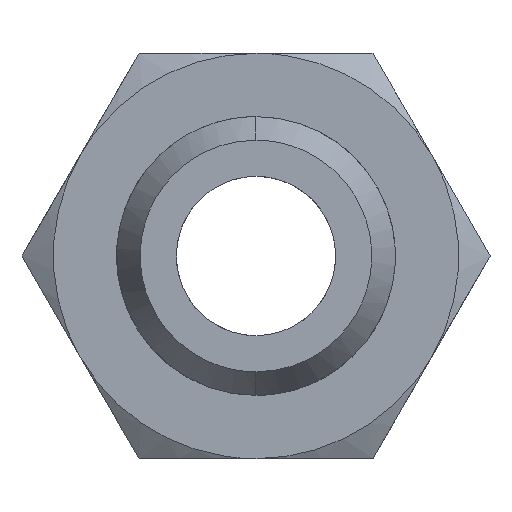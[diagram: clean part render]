
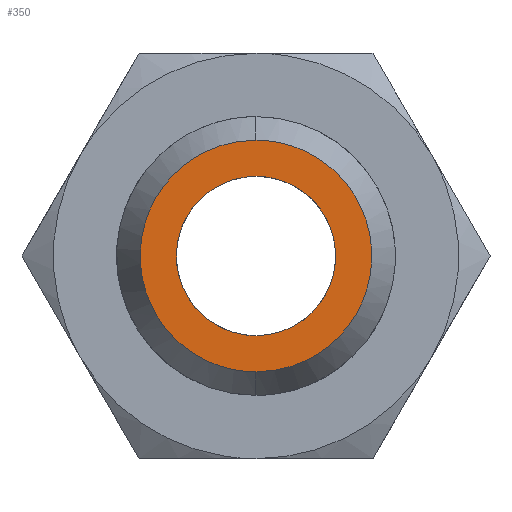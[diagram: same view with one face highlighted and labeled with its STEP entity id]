
A CAD part, front view. The second image highlights one B-rep face of the part: STEP entity #350.
In plain terms, the highlighted free-form (B-spline) face has degree [1, 1] with [2, 2] control points.
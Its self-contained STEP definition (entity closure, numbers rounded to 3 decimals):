
#97 = ORIENTED_EDGE ( 'NONE', *, *, #975, .T. ) ;
#118 = CARTESIAN_POINT ( 'NONE',  ( 3.897, 0., 1.045 ) ) ;
#125 = CARTESIAN_POINT ( 'NONE',  ( 3.494, 0., -2.016 ) ) ;
#142 = CARTESIAN_POINT ( 'NONE',  ( 0., 0., 4. ) ) ;
#153 = CARTESIAN_POINT ( 'NONE',  ( 0., 0., -4. ) ) ;
#178 = CARTESIAN_POINT ( 'NONE',  ( -5.5, 0., 2.75 ) ) ;
#234 = ORIENTED_EDGE ( 'NONE', *, *, #642, .F. ) ;
#250 = CARTESIAN_POINT ( 'NONE',  ( 3.2, 0., 2.457 ) ) ;
#256 = CARTESIAN_POINT ( 'NONE',  ( 1.045, 0., 3.897 ) ) ;
#272 = CARTESIAN_POINT ( 'NONE',  ( -0.525, 0., 4. ) ) ;
#279 = CARTESIAN_POINT ( 'NONE',  ( 4., 0., -0.525 ) ) ;
#313 = VERTEX_POINT ( 'NONE', #1496 ) ;
#350 = ADVANCED_FACE ( 'NONE', ( #703, #1472 ), #1062, .T. ) ;
#379 = VERTEX_POINT ( 'NONE', #153 ) ;
#396 = CARTESIAN_POINT ( 'NONE',  ( 2.457, 0., 3.2 ) ) ;
#418 = CARTESIAN_POINT ( 'NONE',  ( -3.2, 0., -2.457 ) ) ;
#488 = CARTESIAN_POINT ( 'NONE',  ( 0., 0., 4. ) ) ;
#496 = ORIENTED_EDGE ( 'NONE', *, *, #1043, .T. ) ;
#538 = CARTESIAN_POINT ( 'NONE',  ( 4.048, 0., 4.048 ) ) ;
#550 = CARTESIAN_POINT ( 'NONE',  ( -2.457, 0., -3.2 ) ) ;
#559 = CARTESIAN_POINT ( 'NONE',  ( 2.75, 0., 0. ) ) ;
#564 = CARTESIAN_POINT ( 'NONE',  ( -1.045, 0., -3.897 ) ) ;
#575 = CARTESIAN_POINT ( 'NONE',  ( -3.2, 0., 2.457 ) ) ;
#642 = EDGE_CURVE ( 'NONE', #313, #798, #1214, .T. ) ;
#653 = CARTESIAN_POINT ( 'NONE',  ( -5.5, 0., -2.75 ) ) ;
#670 = CARTESIAN_POINT ( 'NONE',  ( -4.048, 0., -4.048 ) ) ;
#683 = CARTESIAN_POINT ( 'NONE',  ( -3.494, 0., -2.016 ) ) ;
#702 = CARTESIAN_POINT ( 'NONE',  ( 2.016, 0., -3.494 ) ) ;
#703 = FACE_BOUND ( 'NONE', #1751, .T. ) ;
#710 = CARTESIAN_POINT ( 'NONE',  ( 0.525, 0., -4. ) ) ;
#744 = EDGE_LOOP ( 'NONE', ( #97, #496 ) ) ;
#791 =( BOUNDED_CURVE ( )  B_SPLINE_CURVE ( 3, ( #1767, #178, #653, #1662 ),
 .UNSPECIFIED., .F., .T. ) 
 B_SPLINE_CURVE_WITH_KNOTS ( ( 4, 4 ),
 ( -3.142, 0. ),
 .UNSPECIFIED. ) 
 CURVE ( )  GEOMETRIC_REPRESENTATION_ITEM ( )  RATIONAL_B_SPLINE_CURVE ( ( 1., 0.333, 0.333, 1. ) ) 
 REPRESENTATION_ITEM ( '' )  );
#798 = VERTEX_POINT ( 'NONE', #1463 ) ;
#829 = CARTESIAN_POINT ( 'NONE',  ( 0., 0., 2.75 ) ) ;
#834 = CARTESIAN_POINT ( 'NONE',  ( 1.045, 0., -3.897 ) ) ;
#840 = CARTESIAN_POINT ( 'NONE',  ( 3.897, 0., -1.045 ) ) ;
#848 = CARTESIAN_POINT ( 'NONE',  ( -2.016, 0., 3.494 ) ) ;
#855 = CARTESIAN_POINT ( 'NONE',  ( -0.525, 0., -4. ) ) ;
#975 = EDGE_CURVE ( 'NONE', #1708, #379, #1465, .T. ) ;
#976 = CARTESIAN_POINT ( 'NONE',  ( 4., 0., 0.525 ) ) ;
#978 = CARTESIAN_POINT ( 'NONE',  ( 2.75, 0., -1.611 ) ) ;
#1002 = CARTESIAN_POINT ( 'NONE',  ( 3.2, 0., -2.457 ) ) ;
#1043 = EDGE_CURVE ( 'NONE', #379, #1708, #1492, .T. ) ;
#1062 = B_SPLINE_SURFACE_WITH_KNOTS ( 'NONE', 1, 1, ( 
 ( #1838, #538 ),
 ( #670, #1682 ) ),
 .UNSPECIFIED., .F., .F., .F.,
 ( 2, 2 ),
 ( 2, 2 ),
 ( 0., 1. ),
 ( 0., 1. ),
 .UNSPECIFIED. ) ;
#1119 = CARTESIAN_POINT ( 'NONE',  ( 2.457, 0., -3.2 ) ) ;
#1126 = CARTESIAN_POINT ( 'NONE',  ( 3.494, 0., 2.016 ) ) ;
#1133 = CARTESIAN_POINT ( 'NONE',  ( 0., 0., -4. ) ) ;
#1139 = CARTESIAN_POINT ( 'NONE',  ( -3.897, 0., 1.045 ) ) ;
#1147 = ORIENTED_EDGE ( 'NONE', *, *, #1230, .F. ) ;
#1148 = CARTESIAN_POINT ( 'NONE',  ( 0., 0., -4. ) ) ;
#1214 =( BOUNDED_CURVE ( )  B_SPLINE_CURVE ( 3, ( #1690, #1393, #978, #559, #1557, #1702, #829 ),
 .UNSPECIFIED., .F., .F. ) 
 B_SPLINE_CURVE_WITH_KNOTS ( ( 4, 3, 4 ),
 ( -3.142, -1.571, 0. ),
 .UNSPECIFIED. ) 
 CURVE ( )  GEOMETRIC_REPRESENTATION_ITEM ( )  RATIONAL_B_SPLINE_CURVE ( ( 1., 0.805, 0.805, 1., 0.805, 0.805, 1. ) ) 
 REPRESENTATION_ITEM ( '' )  );
#1230 = EDGE_CURVE ( 'NONE', #798, #313, #791, .T. ) ;
#1261 = CARTESIAN_POINT ( 'NONE',  ( -1.045, 0., 3.897 ) ) ;
#1270 = CARTESIAN_POINT ( 'NONE',  ( 0.525, 0., 4. ) ) ;
#1282 = CARTESIAN_POINT ( 'NONE',  ( -4., 0., -0.525 ) ) ;
#1393 = CARTESIAN_POINT ( 'NONE',  ( 1.611, 0., -2.75 ) ) ;
#1403 = CARTESIAN_POINT ( 'NONE',  ( -3.494, 0., 2.016 ) ) ;
#1419 = CARTESIAN_POINT ( 'NONE',  ( -4., 0., 0.525 ) ) ;
#1463 = CARTESIAN_POINT ( 'NONE',  ( 0., 0., 2.75 ) ) ;
#1465 = B_SPLINE_CURVE_WITH_KNOTS ( 'NONE', 3,
 ( #142, #272, #1261, #848, #1694, #575, #1403, #1139, #1419, #1282, #1569, #683, #418, #550, #1562, #564, #855, #1148 ),
 .UNSPECIFIED., .F., .F.,
 ( 4, 2, 2, 2, 2, 2, 2, 2, 4 ),
 ( 0., 0.393, 0.785, 1.178, 1.571, 1.963, 2.356, 2.749, 3.142 ),
 .UNSPECIFIED. ) ;
#1472 = FACE_OUTER_BOUND ( 'NONE', #744, .T. ) ;
#1492 = B_SPLINE_CURVE_WITH_KNOTS ( 'NONE', 3,
 ( #1133, #710, #834, #702, #1119, #1002, #125, #840, #279, #976, #118, #1126, #250, #396, #1555, #256, #1270, #1730 ),
 .UNSPECIFIED., .F., .F.,
 ( 4, 2, 2, 2, 2, 2, 2, 2, 4 ),
 ( 0., 0.393, 0.785, 1.178, 1.571, 1.963, 2.356, 2.749, 3.142 ),
 .UNSPECIFIED. ) ;
#1496 = CARTESIAN_POINT ( 'NONE',  ( 0., 0., -2.75 ) ) ;
#1555 = CARTESIAN_POINT ( 'NONE',  ( 2.016, 0., 3.494 ) ) ;
#1557 = CARTESIAN_POINT ( 'NONE',  ( 2.75, 0., 1.611 ) ) ;
#1562 = CARTESIAN_POINT ( 'NONE',  ( -2.016, 0., -3.494 ) ) ;
#1569 = CARTESIAN_POINT ( 'NONE',  ( -3.897, 0., -1.045 ) ) ;
#1662 = CARTESIAN_POINT ( 'NONE',  ( 0., 0., -2.75 ) ) ;
#1682 = CARTESIAN_POINT ( 'NONE',  ( 4.048, 0., -4.048 ) ) ;
#1690 = CARTESIAN_POINT ( 'NONE',  ( 0., 0., -2.75 ) ) ;
#1694 = CARTESIAN_POINT ( 'NONE',  ( -2.457, 0., 3.2 ) ) ;
#1702 = CARTESIAN_POINT ( 'NONE',  ( 1.611, 0., 2.75 ) ) ;
#1708 = VERTEX_POINT ( 'NONE', #488 ) ;
#1730 = CARTESIAN_POINT ( 'NONE',  ( 0., 0., 4. ) ) ;
#1751 = EDGE_LOOP ( 'NONE', ( #234, #1147 ) ) ;
#1767 = CARTESIAN_POINT ( 'NONE',  ( 0., 0., 2.75 ) ) ;
#1838 = CARTESIAN_POINT ( 'NONE',  ( -4.048, 0., 4.048 ) ) ;
